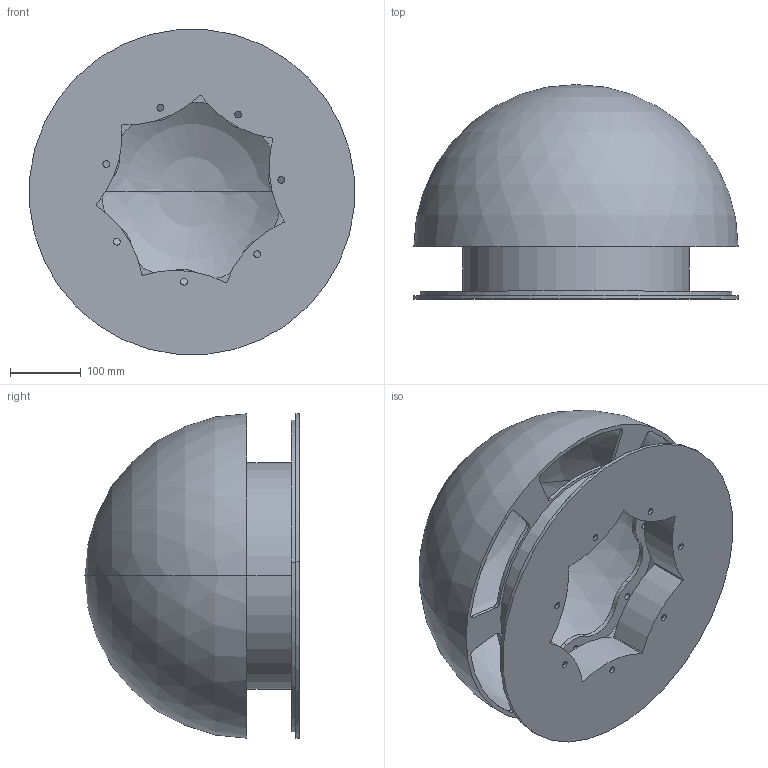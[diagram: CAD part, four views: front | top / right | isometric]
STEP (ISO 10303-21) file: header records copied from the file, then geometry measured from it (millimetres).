
FILE_DESCRIPTION (( 'STEP AP214' ), '1' );
FILE_NAME ('Mushroom head-assembled.STEP', '2025-01-31T17:46:42', ( '' ), ( '' ), 'SwSTEP 2.0', 'SolidWorks 2024', '' );
FILE_SCHEMA (( 'AUTOMOTIVE_DESIGN' ));
Length unit declared in the file: inch
Products named in the file (4): Mushroom-head dome top; middle part; Mushroom head-assembled; lower part
Assembly tree (3 placements, depth 2):
  Mushroom head-assembled
    Mushroom-head dome top
    middle part
    lower part
Bounding box: 457.9 x 302.43 x 457.9 mm (x, y, z)
Volume: 3858745.9 mm3; surface area: 1559012.7 mm2
Topology: 4 solids, 4 shells, 162 faces, 453 edges, 300 vertices
Faces by surface type: cylinder 135, plane 23, sphere 4
Entity records: 5565 total; most frequent: DIRECTION 1059, CARTESIAN_POINT 913, ORIENTED_EDGE 894, EDGE_CURVE 447, AXIS2_PLACEMENT_3D 444, VERTEX_POINT 298, CIRCLE 276, EDGE_LOOP 213
